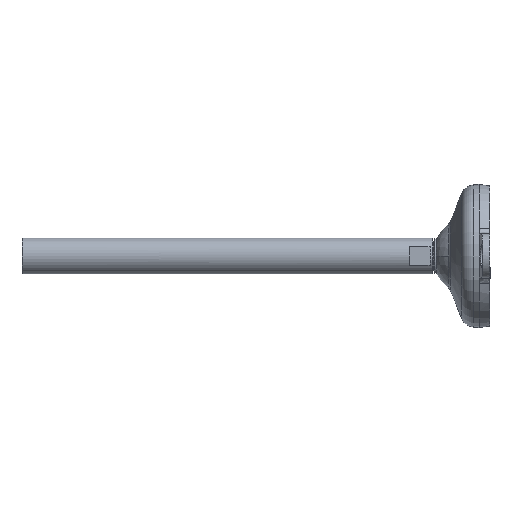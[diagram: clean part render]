
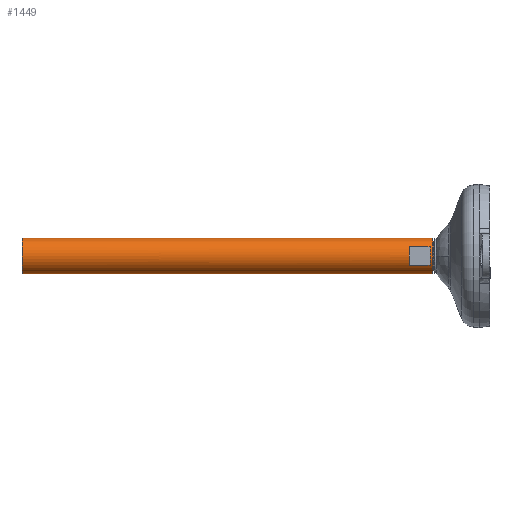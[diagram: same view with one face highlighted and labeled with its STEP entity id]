
A CAD part, left-side view. The second image highlights one B-rep face of the part: STEP entity #1449.
In plain terms, the highlighted cylindrical face has radius 10 mm (diameter 20 mm), a partial arc.
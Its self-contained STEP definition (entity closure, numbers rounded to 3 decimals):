
#14 = AXIS2_PLACEMENT_3D ( 'NONE', #1052, #644, #539 ) ;
#16 = DIRECTION ( 'NONE',  ( 0., 0., -1. ) ) ;
#44 = VECTOR ( 'NONE', #663, 1000. ) ;
#59 = LINE ( 'NONE', #1203, #1385 ) ;
#75 = EDGE_CURVE ( 'NONE', #690, #488, #728, .T. ) ;
#78 = VERTEX_POINT ( 'NONE', #763 ) ;
#79 = DIRECTION ( 'NONE',  ( 0., 0., -1. ) ) ;
#116 = EDGE_CURVE ( 'NONE', #829, #690, #381, .T. ) ;
#124 = DIRECTION ( 'NONE',  ( 0., 0., 1. ) ) ;
#127 = AXIS2_PLACEMENT_3D ( 'NONE', #1207, #521, #16 ) ;
#234 = VECTOR ( 'NONE', #798, 1000. ) ;
#271 = CARTESIAN_POINT ( 'NONE',  ( -8.5, 33.5, 5.268 ) ) ;
#276 = EDGE_LOOP ( 'NONE', ( #1151, #1492, #454, #935 ) ) ;
#292 = EDGE_CURVE ( 'NONE', #488, #642, #59, .T. ) ;
#351 = CARTESIAN_POINT ( 'NONE',  ( 0., 32., 0. ) ) ;
#370 = CIRCLE ( 'NONE', #14, 10. ) ;
#381 = LINE ( 'NONE', #1186, #646 ) ;
#421 = FACE_BOUND ( 'NONE', #1659, .T. ) ;
#454 = ORIENTED_EDGE ( 'NONE', *, *, #581, .T. ) ;
#488 = VERTEX_POINT ( 'NONE', #1312 ) ;
#497 = LINE ( 'NONE', #1578, #234 ) ;
#504 = LINE ( 'NONE', #1728, #44 ) ;
#521 = DIRECTION ( 'NONE',  ( 0., -1., 0. ) ) ;
#539 = DIRECTION ( 'NONE',  ( 0., 0., -1. ) ) ;
#578 = FACE_OUTER_BOUND ( 'NONE', #276, .T. ) ;
#581 = EDGE_CURVE ( 'NONE', #771, #1356, #497, .T. ) ;
#607 = CARTESIAN_POINT ( 'NONE',  ( 0., 32., 10. ) ) ;
#642 = VERTEX_POINT ( 'NONE', #271 ) ;
#644 = DIRECTION ( 'NONE',  ( 0., -1., 0. ) ) ;
#646 = VECTOR ( 'NONE', #1710, 1000. ) ;
#663 = DIRECTION ( 'NONE',  ( 0., -1., 0. ) ) ;
#678 = AXIS2_PLACEMENT_3D ( 'NONE', #1116, #712, #1102 ) ;
#686 = EDGE_CURVE ( 'NONE', #642, #829, #370, .T. ) ;
#690 = VERTEX_POINT ( 'NONE', #1595 ) ;
#693 = DIRECTION ( 'NONE',  ( 0., -1., 0. ) ) ;
#694 = CYLINDRICAL_SURFACE ( 'NONE', #678, 10. ) ;
#712 = DIRECTION ( 'NONE',  ( 0., -1., 0. ) ) ;
#728 = CIRCLE ( 'NONE', #955, 10. ) ;
#730 = AXIS2_PLACEMENT_3D ( 'NONE', #351, #1004, #79 ) ;
#744 = CARTESIAN_POINT ( 'NONE',  ( 0., 45., 0. ) ) ;
#763 = CARTESIAN_POINT ( 'NONE',  ( 0., 261.5, 10. ) ) ;
#771 = VERTEX_POINT ( 'NONE', #818 ) ;
#798 = DIRECTION ( 'NONE',  ( 0., -1., 0. ) ) ;
#818 = CARTESIAN_POINT ( 'NONE',  ( 0., 261.5, -10. ) ) ;
#829 = VERTEX_POINT ( 'NONE', #1251 ) ;
#904 = CARTESIAN_POINT ( 'NONE',  ( 0., 32., -10. ) ) ;
#908 = EDGE_CURVE ( 'NONE', #957, #1356, #1497, .T. ) ;
#935 = ORIENTED_EDGE ( 'NONE', *, *, #908, .F. ) ;
#955 = AXIS2_PLACEMENT_3D ( 'NONE', #744, #1285, #124 ) ;
#957 = VERTEX_POINT ( 'NONE', #607 ) ;
#976 = ORIENTED_EDGE ( 'NONE', *, *, #116, .T. ) ;
#1004 = DIRECTION ( 'NONE',  ( 0., -1., 0. ) ) ;
#1019 = EDGE_CURVE ( 'NONE', #78, #957, #504, .T. ) ;
#1033 = ORIENTED_EDGE ( 'NONE', *, *, #686, .T. ) ;
#1052 = CARTESIAN_POINT ( 'NONE',  ( 0., 33.5, 0. ) ) ;
#1074 = EDGE_CURVE ( 'NONE', #78, #771, #1389, .T. ) ;
#1102 = DIRECTION ( 'NONE',  ( 0., 0., -1. ) ) ;
#1113 = ORIENTED_EDGE ( 'NONE', *, *, #75, .T. ) ;
#1116 = CARTESIAN_POINT ( 'NONE',  ( 0., 0., 0. ) ) ;
#1151 = ORIENTED_EDGE ( 'NONE', *, *, #1019, .F. ) ;
#1186 = CARTESIAN_POINT ( 'NONE',  ( -8.5, 0., -5.268 ) ) ;
#1203 = CARTESIAN_POINT ( 'NONE',  ( -8.5, 0., 5.268 ) ) ;
#1207 = CARTESIAN_POINT ( 'NONE',  ( 0., 261.5, 0. ) ) ;
#1251 = CARTESIAN_POINT ( 'NONE',  ( -8.5, 33.5, -5.268 ) ) ;
#1285 = DIRECTION ( 'NONE',  ( 0., 1., 0. ) ) ;
#1312 = CARTESIAN_POINT ( 'NONE',  ( -8.5, 45., 5.268 ) ) ;
#1317 = ORIENTED_EDGE ( 'NONE', *, *, #292, .T. ) ;
#1356 = VERTEX_POINT ( 'NONE', #904 ) ;
#1385 = VECTOR ( 'NONE', #693, 1000. ) ;
#1389 = CIRCLE ( 'NONE', #127, 10. ) ;
#1449 = ADVANCED_FACE ( 'NONE', ( #578, #421 ), #694, .T. ) ;
#1492 = ORIENTED_EDGE ( 'NONE', *, *, #1074, .T. ) ;
#1497 = CIRCLE ( 'NONE', #730, 10. ) ;
#1578 = CARTESIAN_POINT ( 'NONE',  ( 0., 0., -10. ) ) ;
#1595 = CARTESIAN_POINT ( 'NONE',  ( -8.5, 45., -5.268 ) ) ;
#1659 = EDGE_LOOP ( 'NONE', ( #976, #1113, #1317, #1033 ) ) ;
#1710 = DIRECTION ( 'NONE',  ( 0., 1., 0. ) ) ;
#1728 = CARTESIAN_POINT ( 'NONE',  ( 0., 0., 10. ) ) ;
